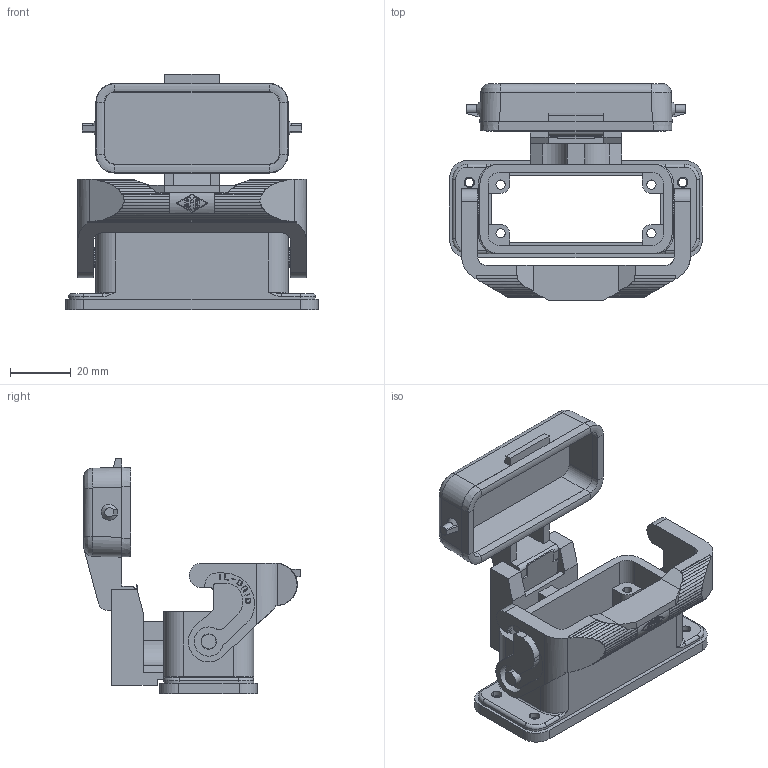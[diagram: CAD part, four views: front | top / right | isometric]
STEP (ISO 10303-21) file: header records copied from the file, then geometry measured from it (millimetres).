
FILE_DESCRIPTION(('Creo Elements/Direct Modeling STEP Export'),'2;1');
FILE_NAME('0ln7tug4lf6obvd4008','2018-10-30T13:33:31',(''),(''),'PTC Creo Elements/Direct Modeling STEP processor for AP214 (Solid Model)','PTC Creo Elements/Direct Modeling 19.0E 27-Jun-2016 (C) Parametric Technology GmbH','');
FILE_SCHEMA(('AUTOMOTIVE_DESIGN { 1 0 10303 214 1 1 1 1 }'));
Length unit declared in the file: millimetre
Products named in the file (2): CZI_15_LS
Assembly tree (1 placements, depth 2):
  CZI_15_LS
    CZI_15_LS
Bounding box: 83 x 71 x 77.2 mm (x, y, z)
Volume: 50203.2 mm3; surface area: 33804.2 mm2
Topology: 1 solids, 1 shells, 509 faces, 1652 edges, 1192 vertices
Faces by surface type: plane 274, cylinder 195, cone 18, torus 14, bspline 8
Entity records: 25544 total; most frequent: CARTESIAN_POINT 7839, ORIENTED_EDGE 3296, DIRECTION 2775, EDGE_CURVE 1648, VERTEX_POINT 1192, VECTOR 1103, LINE 1103, AXIS2_PLACEMENT_3D 836
